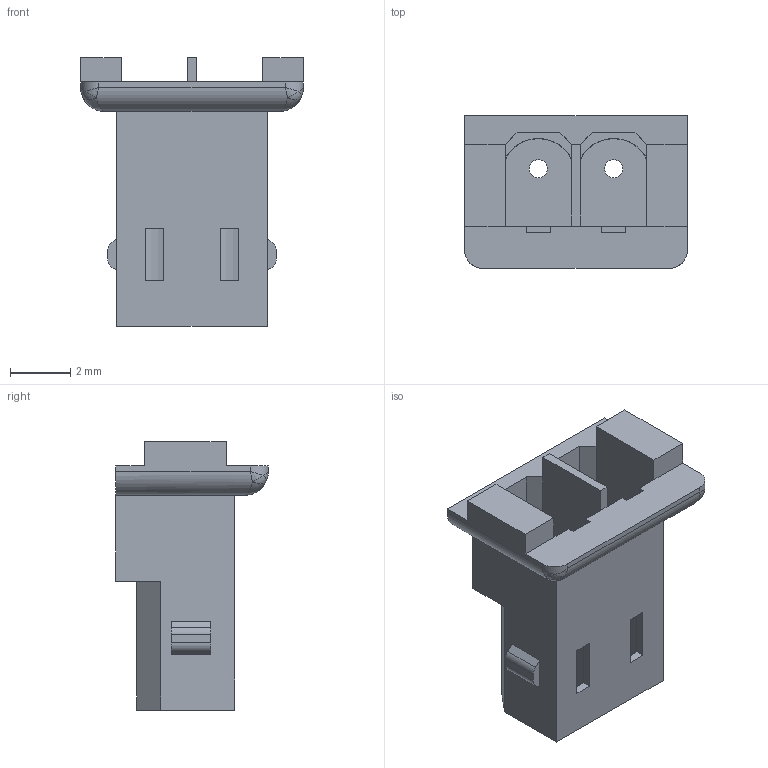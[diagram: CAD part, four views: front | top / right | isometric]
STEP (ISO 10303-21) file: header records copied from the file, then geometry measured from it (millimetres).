
FILE_DESCRIPTION((''),'2;1');
FILE_NAME('2318HM-02','2020-12-03T14:27:35',('User'),(''),'CREO PARAMETRIC BY PTC INC, 2018100','CREO PARAMETRIC BY PTC INC, 2018100','');
FILE_SCHEMA(('CONFIG_CONTROL_DESIGN'));
Length unit declared in the file: millimetre
Products named in the file (1): 2318HM-02
Bounding box: 7.4 x 5.07 x 8.91 mm (x, y, z)
Volume: 63.8 mm3; surface area: 384.4 mm2
Topology: 1 solids, 1 shells, 100 faces, 264 edges, 168 vertices
Faces by surface type: plane 69, cylinder 19, bspline 6, cone 4, sphere 2
Entity records: 3318 total; most frequent: CARTESIAN_POINT 806, ORIENTED_EDGE 528, DIRECTION 482, EDGE_CURVE 264, VECTOR 210, LINE 210, VERTEX_POINT 168, AXIS2_PLACEMENT_3D 136
